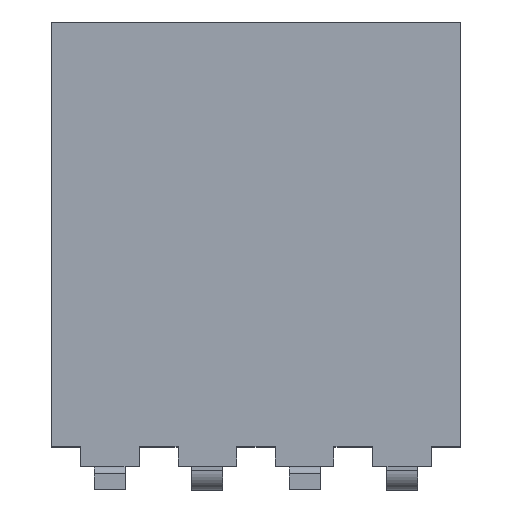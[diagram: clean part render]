
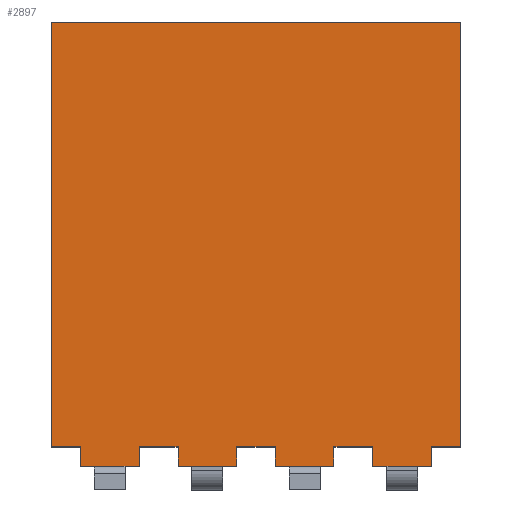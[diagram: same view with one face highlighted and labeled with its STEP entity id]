
A CAD part, top view. The second image highlights one B-rep face of the part: STEP entity #2897.
In plain terms, the highlighted planar face has unit normal (0, 0, 1).
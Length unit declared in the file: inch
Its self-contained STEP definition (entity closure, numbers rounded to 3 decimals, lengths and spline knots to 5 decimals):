
#615=ORIENTED_EDGE('',*,*,#1129,.T.);
#616=ORIENTED_EDGE('',*,*,#1222,.F.);
#617=ORIENTED_EDGE('',*,*,#1223,.F.);
#618=ORIENTED_EDGE('',*,*,#1224,.F.);
#619=ORIENTED_EDGE('',*,*,#1131,.T.);
#620=ORIENTED_EDGE('',*,*,#1225,.F.);
#621=ORIENTED_EDGE('',*,*,#1226,.F.);
#622=ORIENTED_EDGE('',*,*,#1227,.F.);
#623=ORIENTED_EDGE('',*,*,#1135,.T.);
#624=ORIENTED_EDGE('',*,*,#1228,.F.);
#625=ORIENTED_EDGE('',*,*,#1229,.F.);
#626=ORIENTED_EDGE('',*,*,#1230,.F.);
#627=ORIENTED_EDGE('',*,*,#1187,.T.);
#628=ORIENTED_EDGE('',*,*,#1231,.F.);
#629=ORIENTED_EDGE('',*,*,#1232,.F.);
#630=ORIENTED_EDGE('',*,*,#1179,.F.);
#631=ORIENTED_EDGE('',*,*,#1192,.F.);
#632=ORIENTED_EDGE('',*,*,#1177,.T.);
#633=ORIENTED_EDGE('',*,*,#1233,.F.);
#634=ORIENTED_EDGE('',*,*,#1234,.F.);
#1129=EDGE_CURVE('',#1478,#1477,#1801,.T.);
#1131=EDGE_CURVE('',#1479,#1480,#1803,.T.);
#1135=EDGE_CURVE('',#1483,#1484,#1807,.T.);
#1177=EDGE_CURVE('',#1514,#1513,#1837,.T.);
#1179=EDGE_CURVE('',#1515,#1516,#1839,.T.);
#1187=EDGE_CURVE('',#1523,#1524,#1847,.T.);
#1192=EDGE_CURVE('',#1514,#1515,#1852,.T.);
#1222=EDGE_CURVE('',#1551,#1477,#1882,.T.);
#1223=EDGE_CURVE('',#1552,#1551,#1883,.T.);
#1224=EDGE_CURVE('',#1479,#1552,#1884,.T.);
#1225=EDGE_CURVE('',#1553,#1480,#1885,.T.);
#1226=EDGE_CURVE('',#1554,#1553,#1886,.T.);
#1227=EDGE_CURVE('',#1483,#1554,#1887,.T.);
#1228=EDGE_CURVE('',#1555,#1484,#1888,.T.);
#1229=EDGE_CURVE('',#1556,#1555,#1889,.T.);
#1230=EDGE_CURVE('',#1523,#1556,#1890,.T.);
#1231=EDGE_CURVE('',#1557,#1524,#1891,.T.);
#1232=EDGE_CURVE('',#1516,#1557,#1892,.T.);
#1233=EDGE_CURVE('',#1558,#1513,#1893,.T.);
#1234=EDGE_CURVE('',#1478,#1558,#1894,.T.);
#1477=VERTEX_POINT('',#4337);
#1478=VERTEX_POINT('',#4339);
#1479=VERTEX_POINT('',#4343);
#1480=VERTEX_POINT('',#4344);
#1483=VERTEX_POINT('',#4352);
#1484=VERTEX_POINT('',#4353);
#1513=VERTEX_POINT('',#4436);
#1514=VERTEX_POINT('',#4438);
#1515=VERTEX_POINT('',#4442);
#1516=VERTEX_POINT('',#4443);
#1523=VERTEX_POINT('',#4460);
#1524=VERTEX_POINT('',#4461);
#1551=VERTEX_POINT('',#4526);
#1552=VERTEX_POINT('',#4528);
#1553=VERTEX_POINT('',#4531);
#1554=VERTEX_POINT('',#4533);
#1555=VERTEX_POINT('',#4536);
#1556=VERTEX_POINT('',#4538);
#1557=VERTEX_POINT('',#4541);
#1558=VERTEX_POINT('',#4544);
#1801=LINE('',#4338,#2185);
#1803=LINE('',#4342,#2187);
#1807=LINE('',#4351,#2191);
#1837=LINE('',#4437,#2221);
#1839=LINE('',#4441,#2223);
#1847=LINE('',#4459,#2231);
#1852=LINE('',#4469,#2236);
#1882=LINE('',#4525,#2266);
#1883=LINE('',#4527,#2267);
#1884=LINE('',#4529,#2268);
#1885=LINE('',#4530,#2269);
#1886=LINE('',#4532,#2270);
#1887=LINE('',#4534,#2271);
#1888=LINE('',#4535,#2272);
#1889=LINE('',#4537,#2273);
#1890=LINE('',#4539,#2274);
#1891=LINE('',#4540,#2275);
#1892=LINE('',#4542,#2276);
#1893=LINE('',#4543,#2277);
#1894=LINE('',#4545,#2278);
#2185=VECTOR('',#3533,39.37008);
#2187=VECTOR('',#3537,39.37008);
#2191=VECTOR('',#3543,39.37008);
#2221=VECTOR('',#3623,39.37008);
#2223=VECTOR('',#3627,39.37008);
#2231=VECTOR('',#3639,39.37008);
#2236=VECTOR('',#3646,39.37008);
#2266=VECTOR('',#3680,39.37008);
#2267=VECTOR('',#3681,39.37008);
#2268=VECTOR('',#3682,39.37008);
#2269=VECTOR('',#3683,39.37008);
#2270=VECTOR('',#3684,39.37008);
#2271=VECTOR('',#3685,39.37008);
#2272=VECTOR('',#3686,39.37008);
#2273=VECTOR('',#3687,39.37008);
#2274=VECTOR('',#3688,39.37008);
#2275=VECTOR('',#3689,39.37008);
#2276=VECTOR('',#3690,39.37008);
#2277=VECTOR('',#3691,39.37008);
#2278=VECTOR('',#3692,39.37008);
#2465=EDGE_LOOP('',(#615,#616,#617,#618,#619,#620,#621,#622,#623,#624,#625,
#626,#627,#628,#629,#630,#631,#632,#633,#634));
#2621=FACE_BOUND('',#2465,.T.);
#2755=PLANE('',#3096);
#2897=ADVANCED_FACE('',(#2621),#2755,.F.);
#3096=AXIS2_PLACEMENT_3D('',#4524,#3678,#3679);
#3533=DIRECTION('',(1.,0.,0.));
#3537=DIRECTION('',(1.,0.,0.));
#3543=DIRECTION('',(1.,0.,0.));
#3623=DIRECTION('',(0.,-1.,0.));
#3627=DIRECTION('',(0.,-1.,0.));
#3639=DIRECTION('',(1.,0.,0.));
#3646=DIRECTION('',(1.,0.,0.));
#3678=DIRECTION('',(0.,0.,-1.));
#3679=DIRECTION('',(-1.,0.,0.));
#3680=DIRECTION('',(0.,-1.,0.));
#3681=DIRECTION('',(-1.,0.,0.));
#3682=DIRECTION('',(0.,1.,0.));
#3683=DIRECTION('',(0.,-1.,0.));
#3684=DIRECTION('',(-1.,0.,0.));
#3685=DIRECTION('',(0.,1.,0.));
#3686=DIRECTION('',(0.,-1.,0.));
#3687=DIRECTION('',(-1.,0.,0.));
#3688=DIRECTION('',(0.,1.,0.));
#3689=DIRECTION('',(0.,-1.,0.));
#3690=DIRECTION('',(-1.,0.,0.));
#3691=DIRECTION('',(-1.,0.,0.));
#3692=DIRECTION('',(0.,1.,0.));
#4337=CARTESIAN_POINT('',(-0.06,0.,0.05));
#4338=CARTESIAN_POINT('',(-0.105,0.,0.05));
#4339=CARTESIAN_POINT('',(-0.09,0.,0.05));
#4342=CARTESIAN_POINT('',(-0.105,0.,0.05));
#4343=CARTESIAN_POINT('',(-0.04,0.,0.05));
#4344=CARTESIAN_POINT('',(-0.01,0.,0.05));
#4351=CARTESIAN_POINT('',(-0.105,0.,0.05));
#4352=CARTESIAN_POINT('',(0.01,0.,0.05));
#4353=CARTESIAN_POINT('',(0.04,0.,0.05));
#4436=CARTESIAN_POINT('',(-0.105,0.01,0.05));
#4437=CARTESIAN_POINT('',(-0.105,0.228,0.05));
#4438=CARTESIAN_POINT('',(-0.105,0.228,0.05));
#4441=CARTESIAN_POINT('',(0.105,0.228,0.05));
#4442=CARTESIAN_POINT('',(0.105,0.228,0.05));
#4443=CARTESIAN_POINT('',(0.105,0.01,0.05));
#4459=CARTESIAN_POINT('',(-0.105,0.,0.05));
#4460=CARTESIAN_POINT('',(0.06,0.,0.05));
#4461=CARTESIAN_POINT('',(0.09,0.,0.05));
#4469=CARTESIAN_POINT('',(-0.105,0.228,0.05));
#4524=CARTESIAN_POINT('',(-0.105,0.228,0.05));
#4525=CARTESIAN_POINT('',(-0.06,0.01,0.05));
#4526=CARTESIAN_POINT('',(-0.06,0.01,0.05));
#4527=CARTESIAN_POINT('',(-0.04,0.01,0.05));
#4528=CARTESIAN_POINT('',(-0.04,0.01,0.05));
#4529=CARTESIAN_POINT('',(-0.04,0.,0.05));
#4530=CARTESIAN_POINT('',(-0.01,0.01,0.05));
#4531=CARTESIAN_POINT('',(-0.01,0.01,0.05));
#4532=CARTESIAN_POINT('',(0.01,0.01,0.05));
#4533=CARTESIAN_POINT('',(0.01,0.01,0.05));
#4534=CARTESIAN_POINT('',(0.01,0.,0.05));
#4535=CARTESIAN_POINT('',(0.04,0.01,0.05));
#4536=CARTESIAN_POINT('',(0.04,0.01,0.05));
#4537=CARTESIAN_POINT('',(0.06,0.01,0.05));
#4538=CARTESIAN_POINT('',(0.06,0.01,0.05));
#4539=CARTESIAN_POINT('',(0.06,0.,0.05));
#4540=CARTESIAN_POINT('',(0.09,0.01,0.05));
#4541=CARTESIAN_POINT('',(0.09,0.01,0.05));
#4542=CARTESIAN_POINT('',(0.11,0.01,0.05));
#4543=CARTESIAN_POINT('',(-0.09,0.01,0.05));
#4544=CARTESIAN_POINT('',(-0.09,0.01,0.05));
#4545=CARTESIAN_POINT('',(-0.09,0.,0.05));
